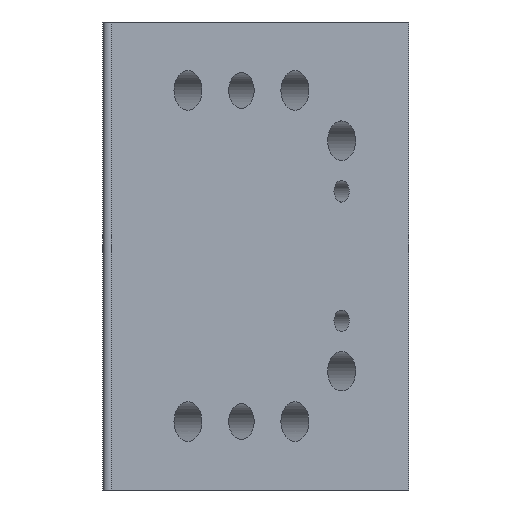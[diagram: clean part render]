
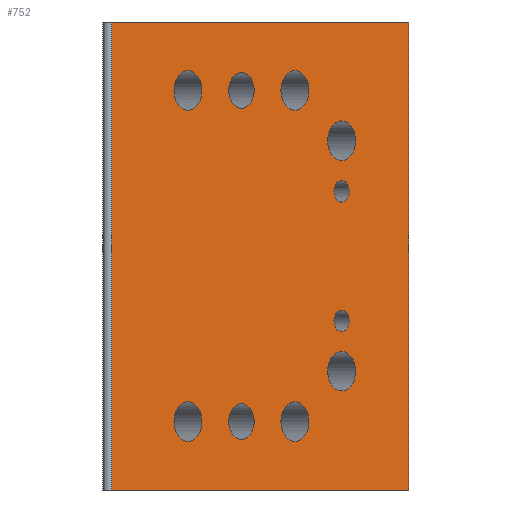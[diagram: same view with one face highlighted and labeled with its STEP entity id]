
A CAD part, left-side view. The second image highlights one B-rep face of the part: STEP entity #752.
In plain terms, the highlighted planar face has unit normal (-0.707, -0.707, 0).
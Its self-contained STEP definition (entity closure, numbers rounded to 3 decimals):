
#19=FACE_BOUND('',#138,.T.);
#20=FACE_BOUND('',#139,.T.);
#21=FACE_BOUND('',#140,.T.);
#22=FACE_BOUND('',#141,.T.);
#23=FACE_BOUND('',#142,.T.);
#24=FACE_BOUND('',#143,.T.);
#25=FACE_BOUND('',#144,.T.);
#26=FACE_BOUND('',#145,.T.);
#27=FACE_BOUND('',#146,.T.);
#28=FACE_BOUND('',#147,.T.);
#59=PLANE('',#839);
#88=FACE_OUTER_BOUND('',#137,.T.);
#137=EDGE_LOOP('',(#564,#565,#566,#567));
#138=EDGE_LOOP('',(#568));
#139=EDGE_LOOP('',(#569));
#140=EDGE_LOOP('',(#570));
#141=EDGE_LOOP('',(#571));
#142=EDGE_LOOP('',(#572));
#143=EDGE_LOOP('',(#573));
#144=EDGE_LOOP('',(#574));
#145=EDGE_LOOP('',(#575));
#146=EDGE_LOOP('',(#576));
#147=EDGE_LOOP('',(#577));
#214=LINE('',#1219,#259);
#215=LINE('',#1222,#260);
#216=LINE('',#1224,#261);
#217=LINE('',#1225,#262);
#259=VECTOR('',#988,10.);
#260=VECTOR('',#991,10.);
#261=VECTOR('',#992,10.);
#262=VECTOR('',#993,10.);
#294=CIRCLE('',#804,2.5);
#296=CIRCLE('',#807,2.5);
#300=CIRCLE('',#814,2.75);
#304=CIRCLE('',#821,2.75);
#308=CIRCLE('',#828,2.75);
#312=CIRCLE('',#835,2.75);
#315=CIRCLE('',#840,2.75);
#316=CIRCLE('',#841,2.75);
#317=CIRCLE('',#842,1.5);
#318=CIRCLE('',#843,1.5);
#348=VERTEX_POINT('',#1150);
#350=VERTEX_POINT('',#1156);
#354=VERTEX_POINT('',#1169);
#358=VERTEX_POINT('',#1182);
#362=VERTEX_POINT('',#1195);
#366=VERTEX_POINT('',#1208);
#367=VERTEX_POINT('',#1212);
#370=VERTEX_POINT('',#1217);
#371=VERTEX_POINT('',#1221);
#372=VERTEX_POINT('',#1223);
#373=VERTEX_POINT('',#1226);
#374=VERTEX_POINT('',#1228);
#375=VERTEX_POINT('',#1230);
#376=VERTEX_POINT('',#1232);
#415=EDGE_CURVE('',#348,#348,#294,.T.);
#418=EDGE_CURVE('',#350,#350,#296,.T.);
#424=EDGE_CURVE('',#354,#354,#300,.T.);
#430=EDGE_CURVE('',#358,#358,#304,.T.);
#436=EDGE_CURVE('',#362,#362,#308,.T.);
#442=EDGE_CURVE('',#366,#366,#312,.T.);
#446=EDGE_CURVE('',#370,#367,#214,.T.);
#447=EDGE_CURVE('',#371,#370,#215,.T.);
#448=EDGE_CURVE('',#371,#372,#216,.T.);
#449=EDGE_CURVE('',#367,#372,#217,.T.);
#450=EDGE_CURVE('',#373,#373,#315,.T.);
#451=EDGE_CURVE('',#374,#374,#316,.T.);
#452=EDGE_CURVE('',#375,#375,#317,.T.);
#453=EDGE_CURVE('',#376,#376,#318,.T.);
#564=ORIENTED_EDGE('',*,*,#446,.F.);
#565=ORIENTED_EDGE('',*,*,#447,.F.);
#566=ORIENTED_EDGE('',*,*,#448,.T.);
#567=ORIENTED_EDGE('',*,*,#449,.F.);
#568=ORIENTED_EDGE('',*,*,#415,.T.);
#569=ORIENTED_EDGE('',*,*,#418,.T.);
#570=ORIENTED_EDGE('',*,*,#424,.T.);
#571=ORIENTED_EDGE('',*,*,#430,.T.);
#572=ORIENTED_EDGE('',*,*,#436,.T.);
#573=ORIENTED_EDGE('',*,*,#442,.T.);
#574=ORIENTED_EDGE('',*,*,#450,.T.);
#575=ORIENTED_EDGE('',*,*,#451,.T.);
#576=ORIENTED_EDGE('',*,*,#452,.T.);
#577=ORIENTED_EDGE('',*,*,#453,.T.);
#752=ADVANCED_FACE('',(#88,#19,#20,#21,#22,#23,#24,#25,#26,#27,#28),#59,
 .T.);
#804=AXIS2_PLACEMENT_3D('',#1152,#908,#909);
#807=AXIS2_PLACEMENT_3D('',#1158,#915,#916);
#814=AXIS2_PLACEMENT_3D('',#1171,#931,#932);
#821=AXIS2_PLACEMENT_3D('',#1184,#947,#948);
#828=AXIS2_PLACEMENT_3D('',#1197,#963,#964);
#835=AXIS2_PLACEMENT_3D('',#1210,#979,#980);
#839=AXIS2_PLACEMENT_3D('',#1220,#989,#990);
#840=AXIS2_PLACEMENT_3D('',#1227,#994,#995);
#841=AXIS2_PLACEMENT_3D('',#1229,#996,#997);
#842=AXIS2_PLACEMENT_3D('',#1231,#998,#999);
#843=AXIS2_PLACEMENT_3D('',#1233,#1000,#1001);
#908=DIRECTION('center_axis',(0.707,0.707,0.));
#909=DIRECTION('ref_axis',(-0.707,0.707,0.));
#915=DIRECTION('center_axis',(0.707,0.707,0.));
#916=DIRECTION('ref_axis',(-0.707,0.707,0.));
#931=DIRECTION('center_axis',(0.707,0.707,0.));
#932=DIRECTION('ref_axis',(-0.707,0.707,0.));
#947=DIRECTION('center_axis',(0.707,0.707,0.));
#948=DIRECTION('ref_axis',(-0.707,0.707,0.));
#963=DIRECTION('center_axis',(0.707,0.707,0.));
#964=DIRECTION('ref_axis',(-0.707,0.707,0.));
#979=DIRECTION('center_axis',(0.707,0.707,0.));
#980=DIRECTION('ref_axis',(-0.707,0.707,0.));
#988=DIRECTION('',(0.,0.,1.));
#989=DIRECTION('center_axis',(-0.707,-0.707,0.));
#990=DIRECTION('ref_axis',(0.707,-0.707,0.));
#991=DIRECTION('',(-0.707,0.707,0.));
#992=DIRECTION('',(0.,0.,1.));
#993=DIRECTION('',(0.707,-0.707,0.));
#994=DIRECTION('center_axis',(0.707,0.707,0.));
#995=DIRECTION('ref_axis',(-0.707,0.707,0.));
#996=DIRECTION('center_axis',(0.707,0.707,0.));
#997=DIRECTION('ref_axis',(-0.707,0.707,0.));
#998=DIRECTION('center_axis',(0.707,0.707,0.));
#999=DIRECTION('ref_axis',(-0.707,0.707,0.));
#1000=DIRECTION('center_axis',(0.707,0.707,0.));
#1001=DIRECTION('ref_axis',(-0.707,0.707,0.));
#1150=CARTESIAN_POINT('',(-65.759,11.502,23.));
#1152=CARTESIAN_POINT('Origin',(-67.527,13.27,23.));
#1156=CARTESIAN_POINT('',(-65.759,11.502,-23.));
#1158=CARTESIAN_POINT('Origin',(-67.527,13.27,-23.));
#1169=CARTESIAN_POINT('',(-58.157,3.901,-23.));
#1171=CARTESIAN_POINT('Origin',(-60.102,5.846,-23.));
#1182=CARTESIAN_POINT('',(-73.007,18.75,23.));
#1184=CARTESIAN_POINT('Origin',(-74.951,20.695,23.));
#1195=CARTESIAN_POINT('',(-73.007,18.75,-23.));
#1197=CARTESIAN_POINT('Origin',(-74.951,20.695,-23.));
#1208=CARTESIAN_POINT('',(-58.157,3.901,23.));
#1210=CARTESIAN_POINT('Origin',(-60.102,5.846,23.));
#1212=CARTESIAN_POINT('',(-85.561,31.305,32.5));
#1217=CARTESIAN_POINT('',(-85.561,31.305,-32.5));
#1219=CARTESIAN_POINT('',(-85.561,31.305,0.));
#1220=CARTESIAN_POINT('Origin',(-86.756,32.5,0.));
#1221=CARTESIAN_POINT('',(-44.256,-10.,-32.5));
#1222=CARTESIAN_POINT('',(-86.756,32.5,-32.5));
#1223=CARTESIAN_POINT('',(-44.256,-10.,32.5));
#1224=CARTESIAN_POINT('',(-44.256,-10.,0.));
#1225=CARTESIAN_POINT('',(-86.756,32.5,32.5));
#1226=CARTESIAN_POINT('',(-51.669,-2.587,-16.));
#1227=CARTESIAN_POINT('Origin',(-53.614,-0.642,-16.));
#1228=CARTESIAN_POINT('',(-51.669,-2.587,16.));
#1229=CARTESIAN_POINT('Origin',(-53.614,-0.642,16.));
#1230=CARTESIAN_POINT('',(-52.553,-1.703,-9.));
#1231=CARTESIAN_POINT('Origin',(-53.614,-0.642,-9.));
#1232=CARTESIAN_POINT('',(-52.553,-1.703,9.));
#1233=CARTESIAN_POINT('Origin',(-53.614,-0.642,9.));
